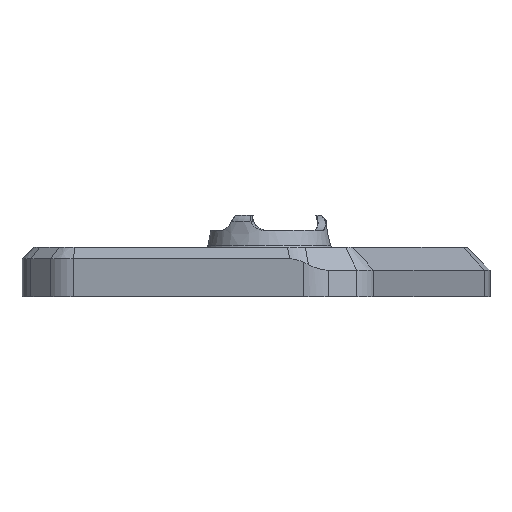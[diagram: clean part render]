
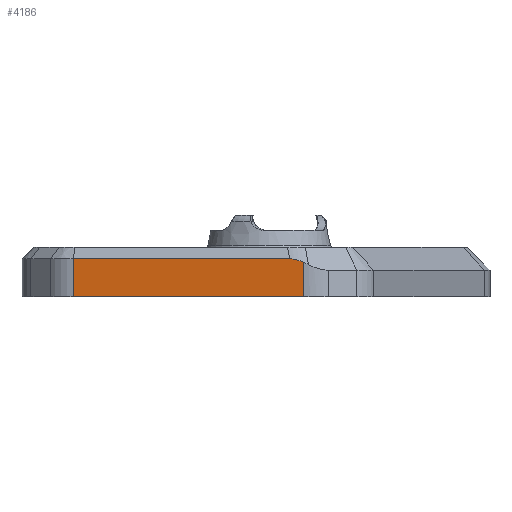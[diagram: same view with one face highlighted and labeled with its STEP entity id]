
A CAD part, left-side view. The second image highlights one B-rep face of the part: STEP entity #4186.
In plain terms, the highlighted planar face has unit normal (-0.985, 0.173, 0).
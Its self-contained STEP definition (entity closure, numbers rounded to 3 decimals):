
#148=ELLIPSE('',#4558,14.578,10.);
#170=PLANE('',#4559);
#323=FACE_OUTER_BOUND('',#579,.T.);
#579=EDGE_LOOP('',(#3142,#3143,#3144,#3145,#3146));
#875=LINE('',#6942,#1268);
#876=LINE('',#6944,#1269);
#877=LINE('',#6946,#1270);
#878=LINE('',#6947,#1271);
#1268=VECTOR('',#5274,10.);
#1269=VECTOR('',#5275,10.);
#1270=VECTOR('',#5276,10.);
#1271=VECTOR('',#5277,10.);
#1955=VERTEX_POINT('',#6928);
#1956=VERTEX_POINT('',#6930);
#1958=VERTEX_POINT('',#6941);
#1959=VERTEX_POINT('',#6943);
#1960=VERTEX_POINT('',#6945);
#2391=EDGE_CURVE('',#1955,#1956,#148,.T.);
#2394=EDGE_CURVE('',#1958,#1955,#875,.T.);
#2395=EDGE_CURVE('',#1959,#1958,#876,.T.);
#2396=EDGE_CURVE('',#1960,#1959,#877,.F.);
#2397=EDGE_CURVE('',#1956,#1960,#878,.T.);
#3142=ORIENTED_EDGE('',*,*,#2391,.F.);
#3143=ORIENTED_EDGE('',*,*,#2394,.F.);
#3144=ORIENTED_EDGE('',*,*,#2395,.F.);
#3145=ORIENTED_EDGE('',*,*,#2396,.F.);
#3146=ORIENTED_EDGE('',*,*,#2397,.F.);
#4186=ADVANCED_FACE('',(#323),#170,.T.);
#4558=AXIS2_PLACEMENT_3D('',#6931,#5269,#5270);
#4559=AXIS2_PLACEMENT_3D('',#6940,#5272,#5273);
#5269=DIRECTION('center_axis',(0.985,-0.173,0.));
#5270=DIRECTION('ref_axis',(0.058,0.329,0.943));
#5272=DIRECTION('center_axis',(-0.985,0.173,0.));
#5273=DIRECTION('ref_axis',(-0.173,-0.985,0.));
#5274=DIRECTION('',(-0.173,-0.985,0.));
#5275=DIRECTION('',(0.,0.,1.));
#5276=DIRECTION('',(-0.173,-0.985,0.));
#5277=DIRECTION('',(0.,0.,-1.));
#6928=CARTESIAN_POINT('',(-129.547,-7.53,6.51));
#6930=CARTESIAN_POINT('',(-130.193,-11.207,5.631));
#6931=CARTESIAN_POINT('Origin',(-129.98,-9.995,-7.632));
#6940=CARTESIAN_POINT('Origin',(-119.891,47.434,1.51));
#6941=CARTESIAN_POINT('',(-119.563,49.299,6.51));
#6942=CARTESIAN_POINT('',(-122.026,35.28,6.51));
#6943=CARTESIAN_POINT('',(-119.563,49.299,-3.49));
#6944=CARTESIAN_POINT('',(-119.563,49.299,1.51));
#6945=CARTESIAN_POINT('',(-130.193,-11.207,-3.49));
#6946=CARTESIAN_POINT('',(-122.026,35.28,-3.49));
#6947=CARTESIAN_POINT('',(-130.193,-11.207,1.51));
